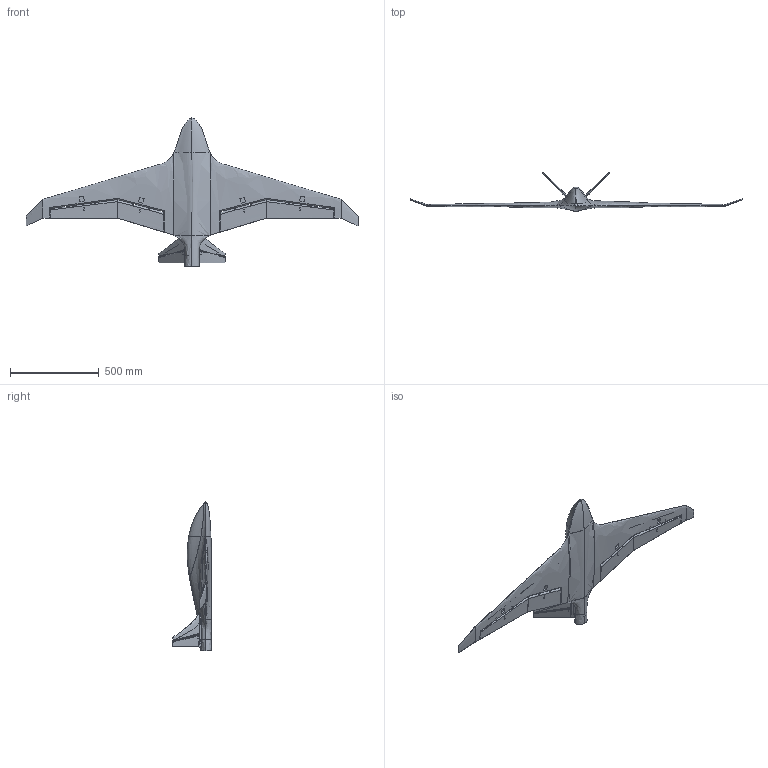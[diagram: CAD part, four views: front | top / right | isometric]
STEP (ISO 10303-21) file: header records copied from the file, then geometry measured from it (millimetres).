
FILE_DESCRIPTION(('FreeCAD Model'),'2;1');
FILE_NAME('Open CASCADE Shape Model','2025-04-27T10:19:18',('FreeCAD'),( 'FreeCAD'),'Open CASCADE STEP processor 7.6','FreeCAD','Unknown');
FILE_SCHEMA(('AUTOMOTIVE_DESIGN { 1 0 10303 214 1 1 1 1 }'));
Products named in the file (1): Open CASCADE STEP translator 7.6 1
Bounding box: 1872.66 x 219.54 x 841.65 mm (x, y, z)
Volume: 7623438.6 mm3; surface area: 1677710.8 mm2
Topology: 22 solids, 22 shells, 503 faces, 1327 edges, 873 vertices
Faces by surface type: bspline 503
Entity records: 207269 total; most frequent: CARTESIAN_POINT 199228, ORIENTED_EDGE 2646, EDGE_CURVE 1323, B_SPLINE_CURVE_WITH_KNOTS 1125, VERTEX_POINT 873, FACE_BOUND 564, EDGE_LOOP 564, ADVANCED_FACE 503
